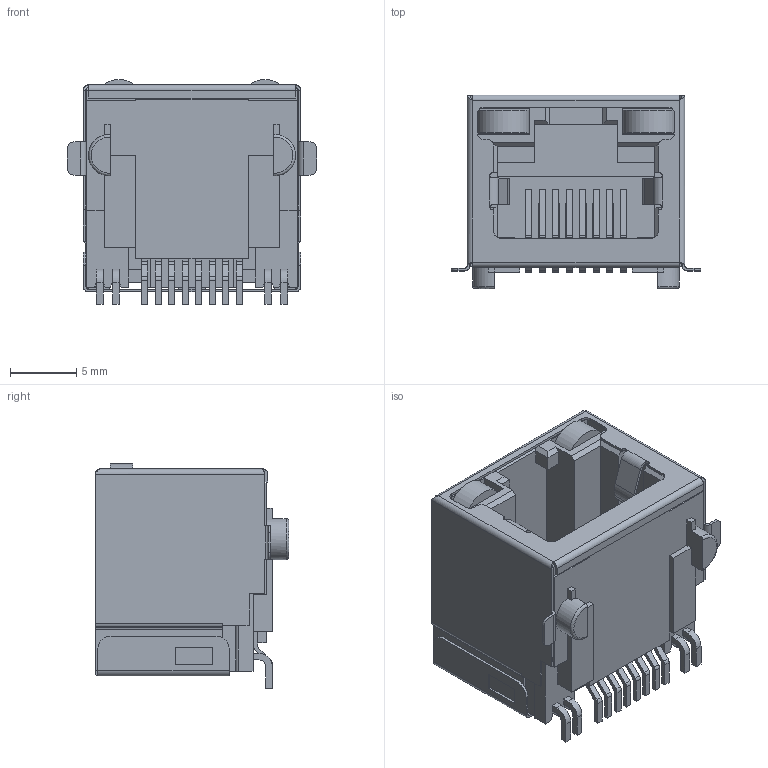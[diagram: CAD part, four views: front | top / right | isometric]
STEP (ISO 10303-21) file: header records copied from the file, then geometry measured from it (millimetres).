
FILE_DESCRIPTION((''),'2;1');
FILE_NAME('DGKYD561188AB2A6SB1133_ASM','2023-09-08T14:24:32',('Administrator'),(''),'CREO PARAMETRIC BY PTC INC, 2019010','CREO PARAMETRIC BY PTC INC, 2019010','');
FILE_SCHEMA(('CONFIG_CONTROL_DESIGN'));
Length unit declared in the file: millimetre
Products named in the file (3): DGKYD561188AB2A6SB1133_1_1; DGKYD561188AB2A6SB1133_1_ASM; DGKYD561188AB2A6SB1133_ASM
Assembly tree (2 placements, depth 3):
  DGKYD561188AB2A6SB1133_ASM
    DGKYD561188AB2A6SB1133_1_ASM
      DGKYD561188AB2A6SB1133_1_1
Bounding box: 18.8 x 14.6 x 16.95 mm (x, y, z)
Volume: 1384.6 mm3; surface area: 4787.8 mm2
Topology: 1 solids, 2 shells, 735 faces, 2218 edges, 1434 vertices
Faces by surface type: plane 521, cylinder 198, bspline 8, torus 6, sphere 2
Entity records: 25349 total; most frequent: CARTESIAN_POINT 5095, ORIENTED_EDGE 4432, DIRECTION 4006, EDGE_CURVE 2216, VECTOR 1766, LINE 1766, VERTEX_POINT 1434, AXIS2_PLACEMENT_3D 1120
